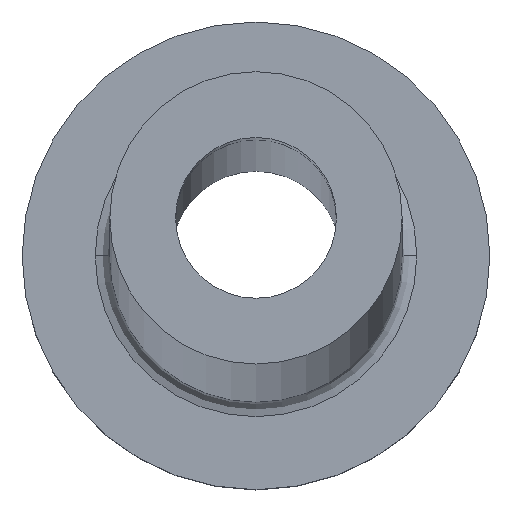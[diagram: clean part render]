
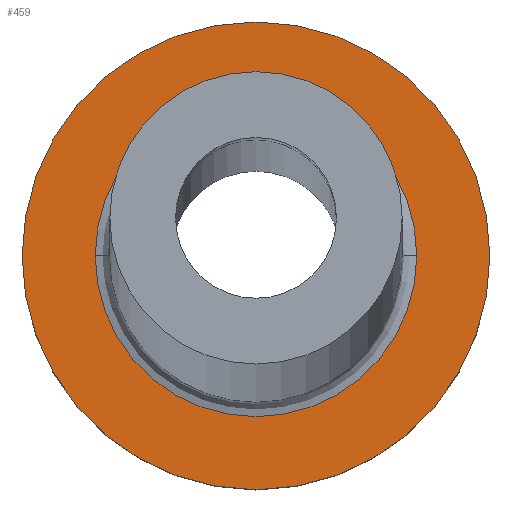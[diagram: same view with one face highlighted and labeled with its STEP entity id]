
A CAD part, top view. The second image highlights one B-rep face of the part: STEP entity #459.
In plain terms, the highlighted planar face has unit normal (0, 0, 1).
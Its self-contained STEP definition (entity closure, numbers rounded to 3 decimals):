
#13 = FACE_OUTER_BOUND ( 'NONE', #455, .T. ) ;
#25 = VERTEX_POINT ( 'NONE', #144 ) ;
#35 = ORIENTED_EDGE ( 'NONE', *, *, #266, .T. ) ;
#48 = DIRECTION ( 'NONE',  ( 1., 0., 0. ) ) ;
#58 = CIRCLE ( 'NONE', #450, 8. ) ;
#61 = ORIENTED_EDGE ( 'NONE', *, *, #441, .T. ) ;
#74 = AXIS2_PLACEMENT_3D ( 'NONE', #423, #396, #372 ) ;
#114 = DIRECTION ( 'NONE',  ( 1., 0., 0. ) ) ;
#127 = CARTESIAN_POINT ( 'NONE',  ( 0., 0., 5. ) ) ;
#137 = AXIS2_PLACEMENT_3D ( 'NONE', #140, #191, #114 ) ;
#138 = VERTEX_POINT ( 'NONE', #404 ) ;
#140 = CARTESIAN_POINT ( 'NONE',  ( 0., 0., 5. ) ) ;
#144 = CARTESIAN_POINT ( 'NONE',  ( -8., 0., 5. ) ) ;
#151 = PLANE ( 'NONE',  #326 ) ;
#154 = CARTESIAN_POINT ( 'NONE',  ( 0., 0., 5. ) ) ;
#191 = DIRECTION ( 'NONE',  ( 0., 0., -1. ) ) ;
#199 = DIRECTION ( 'NONE',  ( 0., 0., 1. ) ) ;
#204 = CARTESIAN_POINT ( 'NONE',  ( -5.5, 0., 5. ) ) ;
#211 = VERTEX_POINT ( 'NONE', #337 ) ;
#264 = CIRCLE ( 'NONE', #410, 5.5 ) ;
#266 = EDGE_CURVE ( 'NONE', #25, #138, #58, .T. ) ;
#272 = EDGE_CURVE ( 'NONE', #291, #211, #264, .T. ) ;
#281 = CARTESIAN_POINT ( 'NONE',  ( 0., 0., 5. ) ) ;
#284 = DIRECTION ( 'NONE',  ( 0., 0., 1. ) ) ;
#287 = CIRCLE ( 'NONE', #74, 8. ) ;
#291 = VERTEX_POINT ( 'NONE', #204 ) ;
#307 = DIRECTION ( 'NONE',  ( 0., 0., -1. ) ) ;
#310 = DIRECTION ( 'NONE',  ( 1., 0., 0. ) ) ;
#326 = AXIS2_PLACEMENT_3D ( 'NONE', #154, #284, #355 ) ;
#337 = CARTESIAN_POINT ( 'NONE',  ( 5.5, 0., 5. ) ) ;
#338 = EDGE_CURVE ( 'NONE', #211, #291, #438, .T. ) ;
#352 = ORIENTED_EDGE ( 'NONE', *, *, #272, .T. ) ;
#355 = DIRECTION ( 'NONE',  ( 1., 0., 0. ) ) ;
#372 = DIRECTION ( 'NONE',  ( 1., 0., 0. ) ) ;
#396 = DIRECTION ( 'NONE',  ( 0., 0., 1. ) ) ;
#404 = CARTESIAN_POINT ( 'NONE',  ( 8., 0., 5. ) ) ;
#410 = AXIS2_PLACEMENT_3D ( 'NONE', #127, #307, #48 ) ;
#415 = EDGE_LOOP ( 'NONE', ( #418, #352 ) ) ;
#418 = ORIENTED_EDGE ( 'NONE', *, *, #338, .T. ) ;
#423 = CARTESIAN_POINT ( 'NONE',  ( 0., 0., 5. ) ) ;
#437 = FACE_BOUND ( 'NONE', #415, .T. ) ;
#438 = CIRCLE ( 'NONE', #137, 5.5 ) ;
#441 = EDGE_CURVE ( 'NONE', #138, #25, #287, .T. ) ;
#450 = AXIS2_PLACEMENT_3D ( 'NONE', #281, #199, #310 ) ;
#455 = EDGE_LOOP ( 'NONE', ( #35, #61 ) ) ;
#459 = ADVANCED_FACE ( 'NONE', ( #437, #13 ), #151, .T. ) ;
